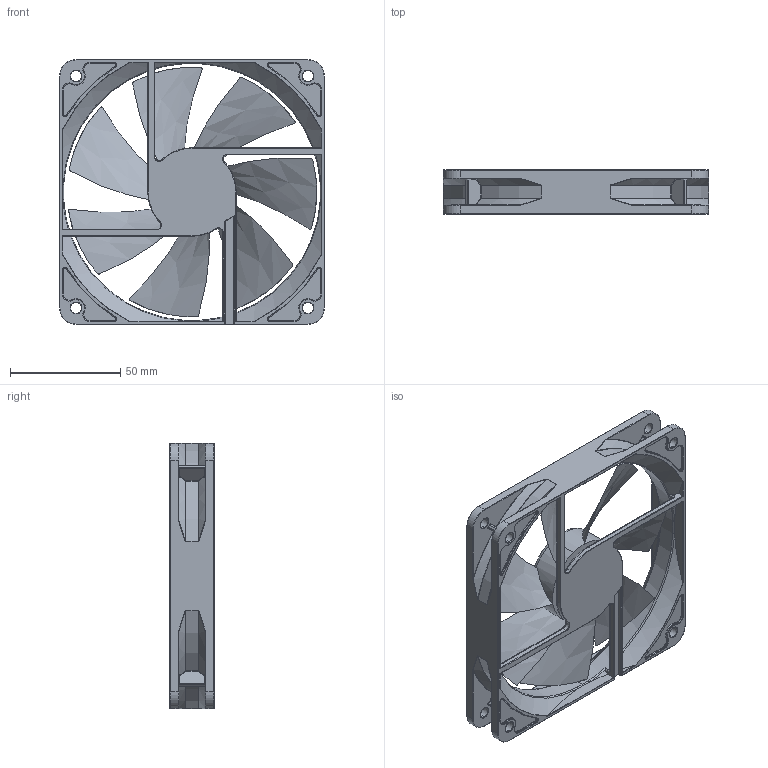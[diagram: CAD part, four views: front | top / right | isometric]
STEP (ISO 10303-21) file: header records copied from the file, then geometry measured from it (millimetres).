
FILE_DESCRIPTION (( 'STEP AP214' ), '1' );
FILE_NAME ('Fan_Assembly.STEP', '2019-10-10T21:32:37', ( '' ), ( '' ), 'SwSTEP 2.0', 'SolidWorks 2017', '' );
FILE_SCHEMA (( 'AUTOMOTIVE_DESIGN' ));
Length unit declared in the file: millimetre
Products named in the file (3): Fan; Fan_Case; Fan_Assembly
Assembly tree (2 placements, depth 2):
  Fan_Assembly
    Fan_Case
    Fan
Bounding box: 120 x 20 x 120 mm (x, y, z)
Volume: 60787.2 mm3; surface area: 52427.8 mm2
Topology: 2 solids, 2 shells, 769 faces, 1826 edges, 1055 vertices
Faces by surface type: cylinder 273, torus 245, bspline 114, plane 81, cone 32, sphere 24
Entity records: 25226 total; most frequent: CARTESIAN_POINT 7924, DIRECTION 3770, ORIENTED_EDGE 3612, EDGE_CURVE 1806, AXIS2_PLACEMENT_3D 1659, VERTEX_POINT 1055, CIRCLE 999, EDGE_LOOP 807
